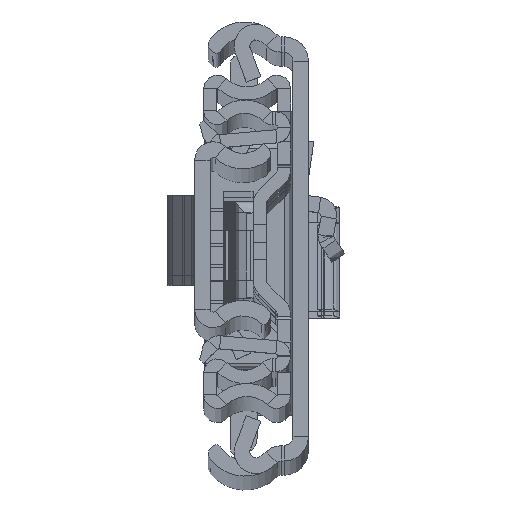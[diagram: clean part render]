
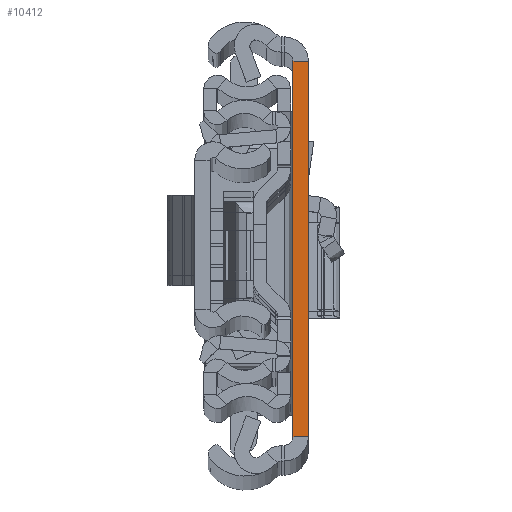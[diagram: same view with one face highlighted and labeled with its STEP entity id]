
A CAD part, top view. The second image highlights one B-rep face of the part: STEP entity #10412.
In plain terms, the highlighted planar face has unit normal (0, 0, 1).
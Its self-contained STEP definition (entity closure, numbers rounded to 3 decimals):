
#236 = EDGE_CURVE ( 'NONE', #8090, #9367, #19413, .T. ) ;
#550 = CARTESIAN_POINT ( 'NONE',  ( 2.6, 31.5, 0. ) ) ;
#2208 = LINE ( 'NONE', #12829, #14485 ) ;
#2665 = CARTESIAN_POINT ( 'NONE',  ( 0., -31.5, 0. ) ) ;
#3255 = CARTESIAN_POINT ( 'NONE',  ( 0., 31.5, 0. ) ) ;
#3426 = CARTESIAN_POINT ( 'NONE',  ( 2.6, 31.5, 0. ) ) ;
#3485 = DIRECTION ( 'NONE',  ( 0., 1., 0. ) ) ;
#5858 = VECTOR ( 'NONE', #7295, 1000. ) ;
#6018 = VECTOR ( 'NONE', #11012, 1000. ) ;
#6105 = DIRECTION ( 'NONE',  ( 1., 0., 0. ) ) ;
#7295 = DIRECTION ( 'NONE',  ( 0., 1., 0. ) ) ;
#8090 = VERTEX_POINT ( 'NONE', #2665 ) ;
#8220 = CARTESIAN_POINT ( 'NONE',  ( 2.6, -31.5, 0. ) ) ;
#8610 = EDGE_LOOP ( 'NONE', ( #18993, #11620, #13580, #10469 ) ) ;
#9148 = VECTOR ( 'NONE', #6105, 1000. ) ;
#9306 = CARTESIAN_POINT ( 'NONE',  ( 2.6, -31.5, 0. ) ) ;
#9367 = VERTEX_POINT ( 'NONE', #3255 ) ;
#9933 = EDGE_CURVE ( 'NONE', #9367, #14459, #17394, .T. ) ;
#10385 = EDGE_CURVE ( 'NONE', #17401, #14459, #2208, .T. ) ;
#10412 = ADVANCED_FACE ( 'NONE', ( #10986 ), #17084, .F. ) ;
#10469 = ORIENTED_EDGE ( 'NONE', *, *, #10385, .T. ) ;
#10986 = FACE_OUTER_BOUND ( 'NONE', #8610, .T. ) ;
#11012 = DIRECTION ( 'NONE',  ( 1., 0., 0. ) ) ;
#11620 = ORIENTED_EDGE ( 'NONE', *, *, #236, .F. ) ;
#12193 = LINE ( 'NONE', #13558, #9148 ) ;
#12829 = CARTESIAN_POINT ( 'NONE',  ( 2.6, -31.5, 0. ) ) ;
#13248 = AXIS2_PLACEMENT_3D ( 'NONE', #8220, #17177, #3485 ) ;
#13558 = CARTESIAN_POINT ( 'NONE',  ( 2.6, -31.5, 0. ) ) ;
#13580 = ORIENTED_EDGE ( 'NONE', *, *, #15535, .T. ) ;
#14459 = VERTEX_POINT ( 'NONE', #3426 ) ;
#14485 = VECTOR ( 'NONE', #18476, 1000. ) ;
#15535 = EDGE_CURVE ( 'NONE', #8090, #17401, #12193, .T. ) ;
#17084 = PLANE ( 'NONE',  #13248 ) ;
#17177 = DIRECTION ( 'NONE',  ( 0., 0., -1. ) ) ;
#17394 = LINE ( 'NONE', #550, #6018 ) ;
#17401 = VERTEX_POINT ( 'NONE', #9306 ) ;
#18476 = DIRECTION ( 'NONE',  ( 0., 1., 0. ) ) ;
#18993 = ORIENTED_EDGE ( 'NONE', *, *, #9933, .F. ) ;
#19117 = CARTESIAN_POINT ( 'NONE',  ( 0., -31.5, 0. ) ) ;
#19413 = LINE ( 'NONE', #19117, #5858 ) ;
